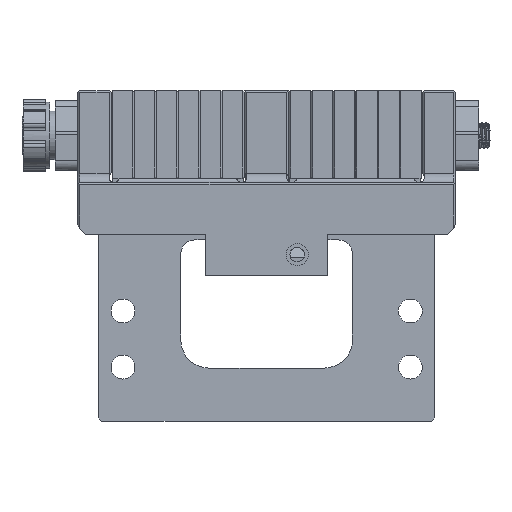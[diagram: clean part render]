
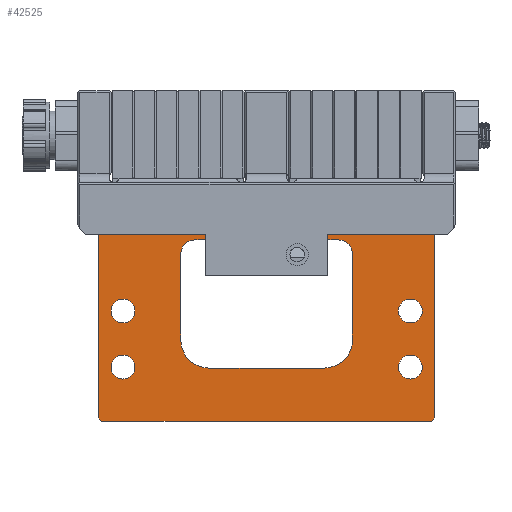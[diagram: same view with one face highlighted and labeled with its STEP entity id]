
A CAD part, front view. The second image highlights one B-rep face of the part: STEP entity #42525.
In plain terms, the highlighted planar face has unit normal (0, -1, 0).
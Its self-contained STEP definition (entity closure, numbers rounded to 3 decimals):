
#380=FACE_BOUND('',#5957,.T.);
#381=FACE_BOUND('',#5958,.T.);
#382=FACE_BOUND('',#5959,.T.);
#383=FACE_BOUND('',#5960,.T.);
#1399=PLANE('',#45910);
#3602=FACE_OUTER_BOUND('',#5956,.T.);
#5956=EDGE_LOOP('',(#36026,#36027,#36028,#36029,#36030,#36031,#36032,#36033,
#36034,#36035,#36036,#36037,#36038,#36039,#36040,#36041,#36042,#36043));
#5957=EDGE_LOOP('',(#36044,#36045));
#5958=EDGE_LOOP('',(#36046,#36047));
#5959=EDGE_LOOP('',(#36048,#36049));
#5960=EDGE_LOOP('',(#36050,#36051));
#7911=CIRCLE('',#45879,12.7);
#7913=CIRCLE('',#45883,12.7);
#7915=CIRCLE('',#45891,5.4);
#7916=CIRCLE('',#45892,5.4);
#7917=CIRCLE('',#45894,5.4);
#7918=CIRCLE('',#45895,5.4);
#7919=CIRCLE('',#45897,5.4);
#7920=CIRCLE('',#45898,5.4);
#7921=CIRCLE('',#45900,5.4);
#7922=CIRCLE('',#45901,5.4);
#7927=CIRCLE('',#45911,6.35);
#7928=CIRCLE('',#45912,6.35);
#11111=LINE('',#81142,#15469);
#11120=LINE('',#81159,#15478);
#11123=LINE('',#81163,#15481);
#11126=LINE('',#81169,#15484);
#11285=LINE('',#81772,#15643);
#11290=LINE('',#81786,#15648);
#11293=LINE('',#81796,#15651);
#11299=LINE('',#81807,#15657);
#11300=LINE('',#81810,#15658);
#11303=LINE('',#81816,#15661);
#11306=LINE('',#81822,#15664);
#11317=LINE('',#81868,#15675);
#11318=LINE('',#81872,#15676);
#11319=LINE('',#81873,#15677);
#15469=VECTOR('',#54520,10.);
#15478=VECTOR('',#54529,10.);
#15481=VECTOR('',#54534,10.);
#15484=VECTOR('',#54541,10.);
#15643=VECTOR('',#55038,10.);
#15648=VECTOR('',#55051,1000.);
#15651=VECTOR('',#55062,1000.);
#15657=VECTOR('',#55070,1000.);
#15658=VECTOR('',#55073,1000.);
#15661=VECTOR('',#55078,1000.);
#15664=VECTOR('',#55083,1000.);
#15675=VECTOR('',#55136,10.);
#15676=VECTOR('',#55141,10.);
#15677=VECTOR('',#55142,1000.);
#19780=VERTEX_POINT('',#80668);
#19781=VERTEX_POINT('',#80669);
#19929=VERTEX_POINT('',#81139);
#19930=VERTEX_POINT('',#81141);
#19937=VERTEX_POINT('',#81156);
#19938=VERTEX_POINT('',#81158);
#20079=VERTEX_POINT('',#81769);
#20080=VERTEX_POINT('',#81771);
#20083=VERTEX_POINT('',#81778);
#20085=VERTEX_POINT('',#81784);
#20087=VERTEX_POINT('',#81790);
#20088=VERTEX_POINT('',#81795);
#20092=VERTEX_POINT('',#81805);
#20093=VERTEX_POINT('',#81809);
#20095=VERTEX_POINT('',#81815);
#20097=VERTEX_POINT('',#81821);
#20099=VERTEX_POINT('',#81827);
#20100=VERTEX_POINT('',#81828);
#20101=VERTEX_POINT('',#81833);
#20102=VERTEX_POINT('',#81834);
#20103=VERTEX_POINT('',#81839);
#20104=VERTEX_POINT('',#81840);
#20105=VERTEX_POINT('',#81845);
#20106=VERTEX_POINT('',#81846);
#20111=VERTEX_POINT('',#81867);
#20112=VERTEX_POINT('',#81870);
#25410=EDGE_CURVE('',#19930,#19929,#11111,.T.);
#25419=EDGE_CURVE('',#19938,#19937,#11120,.T.);
#25422=EDGE_CURVE('',#19929,#19781,#11123,.T.);
#25425=EDGE_CURVE('',#19780,#19938,#11126,.T.);
#25671=EDGE_CURVE('',#20080,#20079,#11285,.T.);
#25675=EDGE_CURVE('',#20079,#20083,#7911,.T.);
#25678=EDGE_CURVE('',#20083,#20085,#11290,.T.);
#25681=EDGE_CURVE('',#20085,#20087,#7913,.T.);
#25683=EDGE_CURVE('',#20087,#20088,#11293,.T.);
#25689=EDGE_CURVE('',#19937,#20092,#11299,.T.);
#25690=EDGE_CURVE('',#20092,#20093,#11300,.T.);
#25693=EDGE_CURVE('',#20093,#20095,#11303,.T.);
#25696=EDGE_CURVE('',#20095,#20097,#11306,.T.);
#25699=EDGE_CURVE('',#20099,#20100,#7915,.T.);
#25700=EDGE_CURVE('',#20100,#20099,#7916,.T.);
#25702=EDGE_CURVE('',#20101,#20102,#7917,.T.);
#25703=EDGE_CURVE('',#20102,#20101,#7918,.T.);
#25705=EDGE_CURVE('',#20103,#20104,#7919,.T.);
#25706=EDGE_CURVE('',#20104,#20103,#7920,.T.);
#25708=EDGE_CURVE('',#20105,#20106,#7921,.T.);
#25709=EDGE_CURVE('',#20106,#20105,#7922,.T.);
#25719=EDGE_CURVE('',#19781,#20111,#11317,.T.);
#25720=EDGE_CURVE('',#20111,#20080,#7927,.T.);
#25721=EDGE_CURVE('',#20088,#20112,#7928,.T.);
#25722=EDGE_CURVE('',#20112,#19780,#11318,.T.);
#25723=EDGE_CURVE('',#20097,#19930,#11319,.T.);
#36026=ORIENTED_EDGE('',*,*,#25422,.T.);
#36027=ORIENTED_EDGE('',*,*,#25719,.T.);
#36028=ORIENTED_EDGE('',*,*,#25720,.T.);
#36029=ORIENTED_EDGE('',*,*,#25671,.T.);
#36030=ORIENTED_EDGE('',*,*,#25675,.T.);
#36031=ORIENTED_EDGE('',*,*,#25678,.T.);
#36032=ORIENTED_EDGE('',*,*,#25681,.T.);
#36033=ORIENTED_EDGE('',*,*,#25683,.T.);
#36034=ORIENTED_EDGE('',*,*,#25721,.T.);
#36035=ORIENTED_EDGE('',*,*,#25722,.T.);
#36036=ORIENTED_EDGE('',*,*,#25425,.T.);
#36037=ORIENTED_EDGE('',*,*,#25419,.T.);
#36038=ORIENTED_EDGE('',*,*,#25689,.T.);
#36039=ORIENTED_EDGE('',*,*,#25690,.T.);
#36040=ORIENTED_EDGE('',*,*,#25693,.T.);
#36041=ORIENTED_EDGE('',*,*,#25696,.T.);
#36042=ORIENTED_EDGE('',*,*,#25723,.T.);
#36043=ORIENTED_EDGE('',*,*,#25410,.T.);
#36044=ORIENTED_EDGE('',*,*,#25708,.T.);
#36045=ORIENTED_EDGE('',*,*,#25709,.T.);
#36046=ORIENTED_EDGE('',*,*,#25705,.T.);
#36047=ORIENTED_EDGE('',*,*,#25706,.T.);
#36048=ORIENTED_EDGE('',*,*,#25702,.T.);
#36049=ORIENTED_EDGE('',*,*,#25703,.T.);
#36050=ORIENTED_EDGE('',*,*,#25699,.T.);
#36051=ORIENTED_EDGE('',*,*,#25700,.T.);
#42525=ADVANCED_FACE('',(#3602,#380,#381,#382,#383),#1399,.T.);
#45879=AXIS2_PLACEMENT_3D('',#81780,#55044,#55045);
#45883=AXIS2_PLACEMENT_3D('',#81792,#55056,#55057);
#45891=AXIS2_PLACEMENT_3D('',#81829,#55088,#55089);
#45892=AXIS2_PLACEMENT_3D('',#81830,#55090,#55091);
#45894=AXIS2_PLACEMENT_3D('',#81835,#55095,#55096);
#45895=AXIS2_PLACEMENT_3D('',#81836,#55097,#55098);
#45897=AXIS2_PLACEMENT_3D('',#81841,#55102,#55103);
#45898=AXIS2_PLACEMENT_3D('',#81842,#55104,#55105);
#45900=AXIS2_PLACEMENT_3D('',#81847,#55109,#55110);
#45901=AXIS2_PLACEMENT_3D('',#81848,#55111,#55112);
#45910=AXIS2_PLACEMENT_3D('',#81866,#55134,#55135);
#45911=AXIS2_PLACEMENT_3D('',#81869,#55137,#55138);
#45912=AXIS2_PLACEMENT_3D('',#81871,#55139,#55140);
#54520=DIRECTION('',(-1.,0.,0.));
#54529=DIRECTION('',(-1.,0.,0.));
#54534=DIRECTION('',(0.,0.,-1.));
#54541=DIRECTION('',(0.,0.,1.));
#55038=DIRECTION('',(0.,0.,-1.));
#55044=DIRECTION('center_axis',(0.,1.,0.));
#55045=DIRECTION('ref_axis',(-1.,0.,0.));
#55051=DIRECTION('',(-1.,0.,0.));
#55056=DIRECTION('center_axis',(0.,1.,0.));
#55057=DIRECTION('ref_axis',(-1.,0.,0.));
#55062=DIRECTION('',(0.,0.,1.));
#55070=DIRECTION('',(0.,0.,-1.));
#55073=DIRECTION('',(0.707,0.,-0.707));
#55078=DIRECTION('',(1.,0.,0.));
#55083=DIRECTION('',(0.707,0.,0.707));
#55088=DIRECTION('center_axis',(0.,1.,0.));
#55089=DIRECTION('ref_axis',(-1.,0.,0.));
#55090=DIRECTION('center_axis',(0.,1.,0.));
#55091=DIRECTION('ref_axis',(-1.,0.,0.));
#55095=DIRECTION('center_axis',(0.,1.,0.));
#55096=DIRECTION('ref_axis',(-1.,0.,0.));
#55097=DIRECTION('center_axis',(0.,1.,0.));
#55098=DIRECTION('ref_axis',(-1.,0.,0.));
#55102=DIRECTION('center_axis',(0.,1.,0.));
#55103=DIRECTION('ref_axis',(-1.,0.,0.));
#55104=DIRECTION('center_axis',(0.,1.,0.));
#55105=DIRECTION('ref_axis',(-1.,0.,0.));
#55109=DIRECTION('center_axis',(0.,1.,0.));
#55110=DIRECTION('ref_axis',(-1.,0.,0.));
#55111=DIRECTION('center_axis',(0.,1.,0.));
#55112=DIRECTION('ref_axis',(-1.,0.,0.));
#55134=DIRECTION('center_axis',(0.,-1.,0.));
#55135=DIRECTION('ref_axis',(1.,0.,0.));
#55136=DIRECTION('',(1.,0.,0.));
#55137=DIRECTION('center_axis',(0.,1.,0.));
#55138=DIRECTION('ref_axis',(0.,0.,
1.));
#55139=DIRECTION('center_axis',(0.,1.,0.));
#55140=DIRECTION('ref_axis',(-1.,0.,0.));
#55141=DIRECTION('',(1.,0.,0.));
#55142=DIRECTION('',(0.,0.,1.));
#80668=CARTESIAN_POINT('',(-27.725,41.51,-27.686));
#80669=CARTESIAN_POINT('',(27.725,41.51,-27.686));
#81139=CARTESIAN_POINT('',(27.725,41.51,-25.));
#81141=CARTESIAN_POINT('',(76.2,41.51,-25.));
#81142=CARTESIAN_POINT('',(42.75,41.51,-25.));
#81156=CARTESIAN_POINT('',(-76.2,41.51,-25.));
#81158=CARTESIAN_POINT('',(-27.725,41.51,-25.));
#81159=CARTESIAN_POINT('',(-13.863,41.51,-25.));
#81163=CARTESIAN_POINT('',(27.725,41.51,-13.375));
#81169=CARTESIAN_POINT('',(-27.725,41.51,-22.71));
#81769=CARTESIAN_POINT('',(38.887,41.51,-73.011));
#81771=CARTESIAN_POINT('',(38.887,41.51,-34.036));
#81772=CARTESIAN_POINT('',(38.887,41.51,-47.884));
#81778=CARTESIAN_POINT('',(26.187,41.51,-85.711));
#81780=CARTESIAN_POINT('Origin',(26.187,41.51,-73.011));
#81784=CARTESIAN_POINT('',(-26.187,41.51,-85.711));
#81786=CARTESIAN_POINT('',(134.811,41.51,-85.711));
#81790=CARTESIAN_POINT('',(-38.887,41.51,-73.011));
#81792=CARTESIAN_POINT('Origin',(-26.187,41.51,-73.011));
#81795=CARTESIAN_POINT('',(-38.887,41.51,-34.036));
#81796=CARTESIAN_POINT('',(-38.887,41.51,-49.732));
#81805=CARTESIAN_POINT('',(-76.2,41.51,-108.343));
#81807=CARTESIAN_POINT('',(-76.2,41.51,-49.732));
#81809=CARTESIAN_POINT('',(-74.625,41.51,-109.917));
#81810=CARTESIAN_POINT('',(-76.2,41.51,-108.343));
#81815=CARTESIAN_POINT('',(74.625,41.51,-109.917));
#81816=CARTESIAN_POINT('',(134.811,41.51,-109.917));
#81821=CARTESIAN_POINT('',(76.2,41.51,-108.343));
#81822=CARTESIAN_POINT('',(74.625,41.51,-109.917));
#81827=CARTESIAN_POINT('',(-70.488,41.51,-59.879));
#81828=CARTESIAN_POINT('',(-59.688,41.51,-59.879));
#81829=CARTESIAN_POINT('Origin',(-65.088,41.51,-59.879));
#81830=CARTESIAN_POINT('Origin',(-65.088,41.51,-59.879));
#81833=CARTESIAN_POINT('',(59.688,41.51,-59.879));
#81834=CARTESIAN_POINT('',(70.488,41.51,-59.879));
#81835=CARTESIAN_POINT('Origin',(65.088,41.51,-59.879));
#81836=CARTESIAN_POINT('Origin',(65.088,41.51,-59.879));
#81839=CARTESIAN_POINT('',(59.688,41.51,-85.279));
#81840=CARTESIAN_POINT('',(70.488,41.51,-85.279));
#81841=CARTESIAN_POINT('Origin',(65.088,41.51,-85.279));
#81842=CARTESIAN_POINT('Origin',(65.088,41.51,-85.279));
#81845=CARTESIAN_POINT('',(-70.488,41.51,-85.279));
#81846=CARTESIAN_POINT('',(-59.687,41.51,-85.279));
#81847=CARTESIAN_POINT('Origin',(-65.087,41.51,-85.279));
#81848=CARTESIAN_POINT('Origin',(-65.087,41.51,-85.279));
#81866=CARTESIAN_POINT('Origin',(134.811,41.51,-49.732));
#81867=CARTESIAN_POINT('',(32.537,41.51,-27.686));
#81868=CARTESIAN_POINT('',(83.674,41.51,-27.686));
#81869=CARTESIAN_POINT('Origin',(32.537,41.51,-34.036));
#81870=CARTESIAN_POINT('',(-32.537,41.51,-27.686));
#81871=CARTESIAN_POINT('Origin',(-32.537,41.51,-34.036));
#81872=CARTESIAN_POINT('',(83.674,41.51,-27.686));
#81873=CARTESIAN_POINT('',(76.2,41.51,-49.732));
